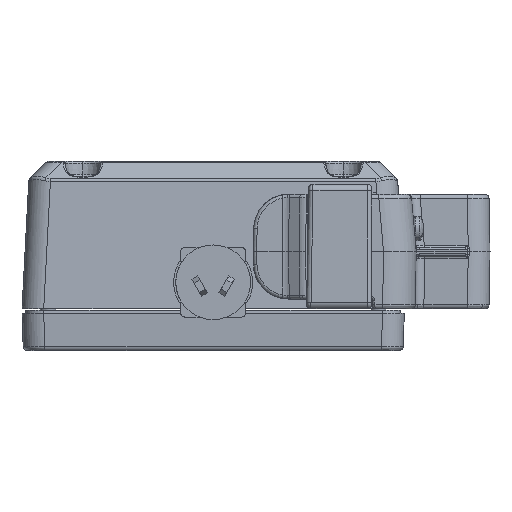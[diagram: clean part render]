
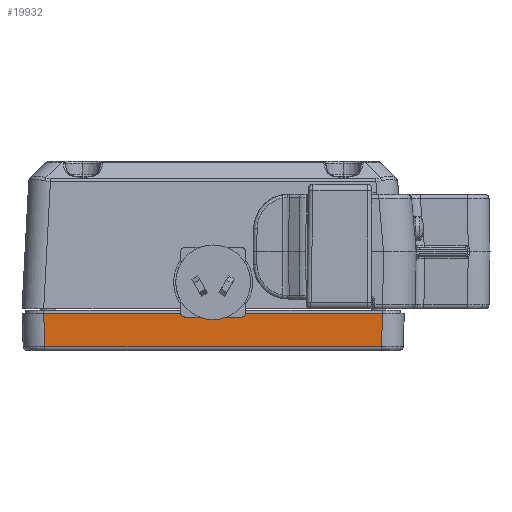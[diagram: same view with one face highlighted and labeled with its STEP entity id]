
A CAD part, left-side view. The second image highlights one B-rep face of the part: STEP entity #19932.
In plain terms, the highlighted planar face has unit normal (-0.999, 0, -0.035).
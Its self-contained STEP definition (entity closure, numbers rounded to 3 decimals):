
#6434 = AXIS2_PLACEMENT_3D ( 'NONE', #16559, #16586, #16587 ) ;
#7677 = FACE_OUTER_BOUND ( 'NONE', #31371, .T. ) ;
#8513 = CARTESIAN_POINT ( 'NONE',  ( -108.02, -7.489, -0.4 ) ) ;
#8529 = CARTESIAN_POINT ( 'NONE',  ( -107.99, 6.5, -1.25 ) ) ;
#8531 = CARTESIAN_POINT ( 'NONE',  ( -107.99, -6.5, -1.25 ) ) ;
#8537 = CARTESIAN_POINT ( 'NONE',  ( -108.02, 7.489, -0.4 ) ) ;
#10379 =( BOUNDED_CURVE ( )  B_SPLINE_CURVE ( 3, ( #31870, #31843, #31879, #31881 ),
 .UNSPECIFIED., .F., .F. ) 
 B_SPLINE_CURVE_WITH_KNOTS ( ( 4, 4 ),
 ( 3.142, 4.562 ),
 .UNSPECIFIED. ) 
 CURVE ( )  GEOMETRIC_REPRESENTATION_ITEM ( )  RATIONAL_B_SPLINE_CURVE ( ( 1., 0.839, 0.839, 1. ) ) 
 REPRESENTATION_ITEM ( '' )  );
#10384 =( BOUNDED_CURVE ( )  B_SPLINE_CURVE ( 3, ( #31901, #31904, #31917, #31919 ),
 .UNSPECIFIED., .F., .F. ) 
 B_SPLINE_CURVE_WITH_KNOTS ( ( 4, 4 ),
 ( 1.721, 3.142 ),
 .UNSPECIFIED. ) 
 CURVE ( )  GEOMETRIC_REPRESENTATION_ITEM ( )  RATIONAL_B_SPLINE_CURVE ( ( 1., 0.839, 0.839, 1. ) ) 
 REPRESENTATION_ITEM ( '' )  );
#16559 = CARTESIAN_POINT ( 'NONE',  ( -108.02, -24., -0.4 ) ) ;
#16582 = PLANE ( 'NONE',  #6434 ) ;
#16586 = DIRECTION ( 'NONE',  ( -0.999, 0., -0.035 ) ) ;
#16587 = DIRECTION ( 'NONE',  ( -0.035, 0., 0.999 ) ) ;
#18682 = VERTEX_POINT ( 'NONE', #8513 ) ;
#18698 = VERTEX_POINT ( 'NONE', #8529 ) ;
#18700 = VERTEX_POINT ( 'NONE', #8531 ) ;
#18706 = VERTEX_POINT ( 'NONE', #8537 ) ;
#19932 = ADVANCED_FACE ( 'NONE', ( #7677 ), #16582, .T. ) ;
#22798 = EDGE_CURVE ( 'NONE', #18698, #18700, #25545, .T. ) ;
#22812 = EDGE_CURVE ( 'NONE', #18700, #18682, #10379, .T. ) ;
#22817 = EDGE_CURVE ( 'NONE', #18706, #18698, #10384, .T. ) ;
#25545 = LINE ( 'NONE', #31800, #25553 ) ;
#25553 = VECTOR ( 'NONE', #31811, 1000. ) ;
#30115 = VERTEX_POINT ( 'NONE', #44131 ) ;
#30117 = VERTEX_POINT ( 'NONE', #44133 ) ;
#30118 = VERTEX_POINT ( 'NONE', #44134 ) ;
#30123 = VERTEX_POINT ( 'NONE', #44139 ) ;
#31371 = EDGE_LOOP ( 'NONE', ( #32516, #32518, #32520, #32521, #32522, #32524, #32527, #32528 ) ) ;
#31800 = CARTESIAN_POINT ( 'NONE',  ( -107.99, -24., -1.25 ) ) ;
#31811 = DIRECTION ( 'NONE',  ( 0., -1., 0. ) ) ;
#31843 = CARTESIAN_POINT ( 'NONE',  ( -107.99, -7.018, -1.25 ) ) ;
#31870 = CARTESIAN_POINT ( 'NONE',  ( -107.99, -6.5, -1.25 ) ) ;
#31879 = CARTESIAN_POINT ( 'NONE',  ( -108.002, -7.411, -0.912 ) ) ;
#31881 = CARTESIAN_POINT ( 'NONE',  ( -108.02, -7.489, -0.4 ) ) ;
#31901 = CARTESIAN_POINT ( 'NONE',  ( -108.02, 7.489, -0.4 ) ) ;
#31904 = CARTESIAN_POINT ( 'NONE',  ( -108.002, 7.411, -0.912 ) ) ;
#31917 = CARTESIAN_POINT ( 'NONE',  ( -107.99, 7.018, -1.25 ) ) ;
#31919 = CARTESIAN_POINT ( 'NONE',  ( -107.99, 6.5, -1.25 ) ) ;
#32516 = ORIENTED_EDGE ( 'NONE', *, *, #22812, .F. ) ;
#32518 = ORIENTED_EDGE ( 'NONE', *, *, #22798, .F. ) ;
#32520 = ORIENTED_EDGE ( 'NONE', *, *, #22817, .F. ) ;
#32521 = ORIENTED_EDGE ( 'NONE', *, *, #34497, .T. ) ;
#32522 = ORIENTED_EDGE ( 'NONE', *, *, #34442, .T. ) ;
#32524 = ORIENTED_EDGE ( 'NONE', *, *, #34425, .F. ) ;
#32527 = ORIENTED_EDGE ( 'NONE', *, *, #34451, .F. ) ;
#32528 = ORIENTED_EDGE ( 'NONE', *, *, #34495, .T. ) ;
#34425 = EDGE_CURVE ( 'NONE', #30115, #30117, #42048, .T. ) ;
#34442 = EDGE_CURVE ( 'NONE', #30118, #30117, #42056, .T. ) ;
#34451 = EDGE_CURVE ( 'NONE', #30123, #30115, #42062, .T. ) ;
#34495 = EDGE_CURVE ( 'NONE', #30123, #18682, #42093, .T. ) ;
#34497 = EDGE_CURVE ( 'NONE', #18706, #30118, #42095, .T. ) ;
#42048 = LINE ( 'NONE', #44209, #42050 ) ;
#42050 = VECTOR ( 'NONE', #44225, 1000. ) ;
#42056 = LINE ( 'NONE', #44309, #42058 ) ;
#42058 = VECTOR ( 'NONE', #44318, 1000. ) ;
#42062 = LINE ( 'NONE', #44344, #42064 ) ;
#42064 = VECTOR ( 'NONE', #44347, 1000. ) ;
#42093 = LINE ( 'NONE', #47448, #42096 ) ;
#42095 = LINE ( 'NONE', #47451, #42097 ) ;
#42096 = VECTOR ( 'NONE', #47450, 1000. ) ;
#42097 = VECTOR ( 'NONE', #47453, 1000. ) ;
#44131 = CARTESIAN_POINT ( 'NONE',  ( -107.753, -38.736, -8.035 ) ) ;
#44133 = CARTESIAN_POINT ( 'NONE',  ( -107.753, 38.736, -8.035 ) ) ;
#44134 = CARTESIAN_POINT ( 'NONE',  ( -108.02, 39.003, -0.4 ) ) ;
#44139 = CARTESIAN_POINT ( 'NONE',  ( -108.02, -39.003, -0.4 ) ) ;
#44209 = CARTESIAN_POINT ( 'NONE',  ( -107.753, 0., -8.035 ) ) ;
#44225 = DIRECTION ( 'NONE',  ( 0., 1., 0. ) ) ;
#44309 = CARTESIAN_POINT ( 'NONE',  ( -108.002, 38.985, -0.923 ) ) ;
#44318 = DIRECTION ( 'NONE',  ( 0.035, -0.035, -0.999 ) ) ;
#44344 = CARTESIAN_POINT ( 'NONE',  ( -108.002, -38.985, -0.923 ) ) ;
#44347 = DIRECTION ( 'NONE',  ( 0.035, 0.035, -0.999 ) ) ;
#47448 = CARTESIAN_POINT ( 'NONE',  ( -108.02, -24., -0.4 ) ) ;
#47450 = DIRECTION ( 'NONE',  ( 0., 1., 0. ) ) ;
#47451 = CARTESIAN_POINT ( 'NONE',  ( -108.02, -24., -0.4 ) ) ;
#47453 = DIRECTION ( 'NONE',  ( 0., 1., 0. ) ) ;
